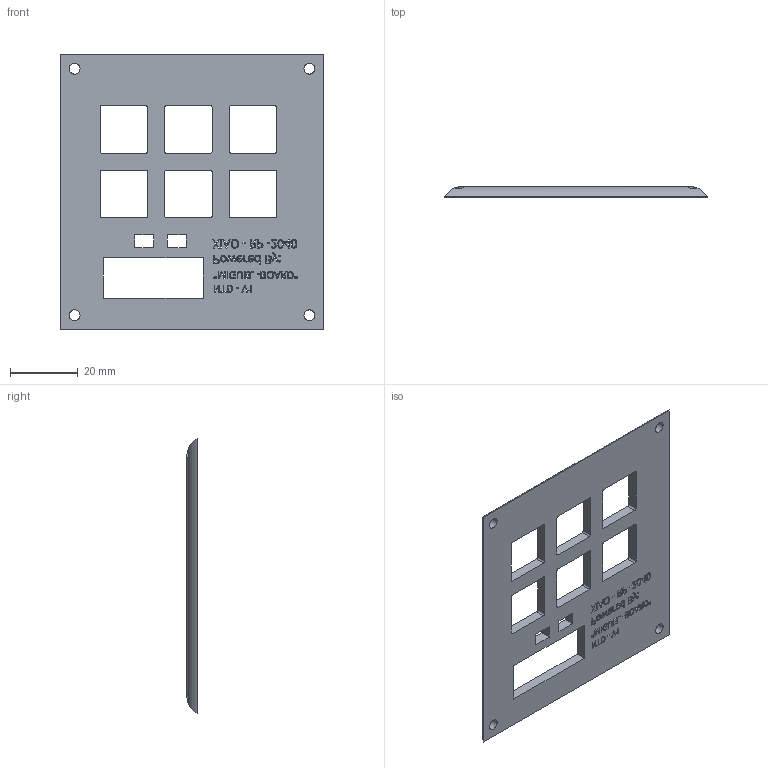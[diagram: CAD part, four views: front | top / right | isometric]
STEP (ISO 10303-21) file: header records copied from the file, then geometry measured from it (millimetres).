
FILE_DESCRIPTION(/* description */ ('STEP AP242 Edition 2','CAx-IF Rec.Pracs.---Representation and Presentation of Product Manufacturing Information (PMI)---4.0---2014-10-13','CAx-IF Rec.Pracs.---3D Tessellated Geometry---0.4---2014-09-14','2;1','CAx-IF Rec.Pracs.---User Defined Attributes---1.5---2016-08-15'),/* implementation_level */ '2;1');
FILE_NAME(/* name */ '694f8aac3cff23c2288f1d54',/* time_stamp */ '2025-12-27T07:28:45Z',/* author */ (''),/* organization */ (''),/* preprocessor_version */ 'ST-DEVELOPER v20',/* originating_system */ 'ONSHAPE BY PTC INC, 1.208',/* authorisation */ ' ');
FILE_SCHEMA (('AP242_MANAGED_MODEL_BASED_3D_ENGINEERING_MIM_LF { 1 0 10303 442 3 1 4 }'));
Length unit declared in the file: metre
Products named in the file (22): Part 10; Part 19; Part 4; Part 16; Part 11; Part 18; Part 5; Part 14; Part 12; Part 17; Part 6; Part 15; Part 13; Part 7; Part 22; Part 1; Part 8; Part 21; Part 2; Part 9; Part 20; Part 3
Bounding box: 77.69 x 3 x 81.19 mm (x, y, z)
Volume: 12578.7 mm3; surface area: 12313.4 mm2
Topology: 22 solids, 22 shells, 691 faces, 1953 edges, 1302 vertices
Faces by surface type: plane 375, bspline 228, cylinder 88
Full cylindrical faces by diameter (mm): 3.2 x4
Entity records: 23728 total; most frequent: CARTESIAN_POINT 6520, ORIENTED_EDGE 3890, DIRECTION 2619, EDGE_CURVE 1945, LINE 1309, VECTOR 1309, VERTEX_POINT 1298, EDGE_LOOP 807
